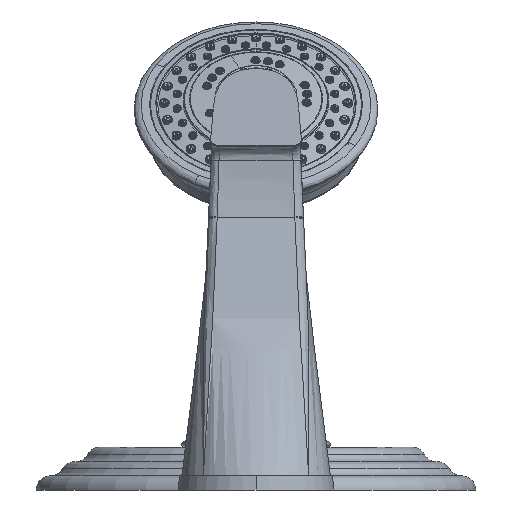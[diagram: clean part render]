
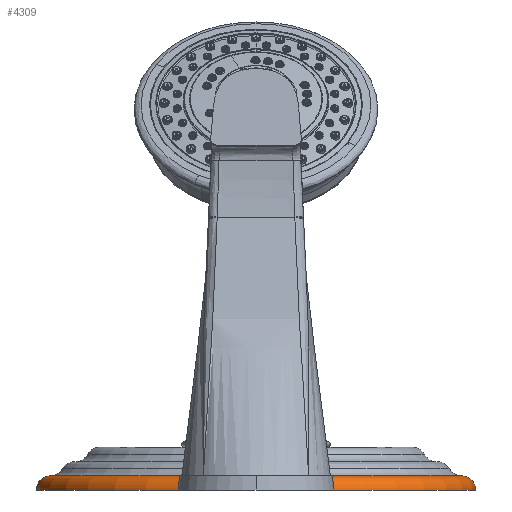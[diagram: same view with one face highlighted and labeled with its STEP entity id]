
A CAD part, front view. The second image highlights one B-rep face of the part: STEP entity #4309.
In plain terms, the highlighted toroidal (fillet/blend) face has major radius 92.075 mm and minor radius 6.35 mm.
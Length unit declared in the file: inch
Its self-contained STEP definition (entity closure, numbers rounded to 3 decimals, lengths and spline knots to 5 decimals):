
#519=CARTESIAN_POINT('',(0.,0.,0.25));
#520=DIRECTION('',(0.,0.,-1.));
#521=DIRECTION('',(1.,0.,0.));
#522=AXIS2_PLACEMENT_3D('',#519,#520,#521);
#544=CARTESIAN_POINT('',(3.625,0.,0.));
#545=DIRECTION('',(0.,-1.,0.));
#546=DIRECTION('',(1.,0.,0.));
#547=AXIS2_PLACEMENT_3D('',#544,#545,#546);
#549=CARTESIAN_POINT('',(-3.625,0.,0.));
#550=DIRECTION('',(0.,1.,0.));
#551=DIRECTION('',(-1.,0.,0.));
#552=AXIS2_PLACEMENT_3D('',#549,#550,#551);
#554=CARTESIAN_POINT('',(0.,0.,0.));
#555=DIRECTION('',(0.,0.,-1.));
#556=DIRECTION('',(1.,0.,0.));
#557=AXIS2_PLACEMENT_3D('',#554,#555,#556);
#3145=CARTESIAN_POINT('',(3.625,0.,0.25));
#3147=VERTEX_POINT('',#3145);
#3155=CARTESIAN_POINT('',(-3.625,0.,0.25));
#3157=VERTEX_POINT('',#3155);
#3617=CARTESIAN_POINT('',(3.875,0.,0.));
#3618=CARTESIAN_POINT('',(-3.875,0.,0.));
#3619=VERTEX_POINT('',#3617);
#3620=VERTEX_POINT('',#3618);
#4298=CARTESIAN_POINT('',(0.,0.,0.));
#4299=DIRECTION('',(0.,0.,-1.));
#4300=DIRECTION('',(-1.,0.,0.));
#4301=AXIS2_PLACEMENT_3D('',#4298,#4299,#4300);
#4302=TOROIDAL_SURFACE('',#4301,3.625,0.25);
#4303=ORIENTED_EDGE('',*,*,#4292,.T.);
#4304=ORIENTED_EDGE('',*,*,#4282,.T.);
#4305=ORIENTED_EDGE('',*,*,#4251,.F.);
#4306=ORIENTED_EDGE('',*,*,#4279,.F.);
#4307=EDGE_LOOP('',(#4303,#4304,#4305,#4306));
#4308=FACE_OUTER_BOUND('',#4307,.F.);
#4309=ADVANCED_FACE('',(#4308),#4302,.T.);
#523=CIRCLE('',#522,3.625);
#548=CIRCLE('',#547,0.25);
#553=CIRCLE('',#552,0.25);
#558=CIRCLE('',#557,3.875);
#4251=EDGE_CURVE('',#3147,#3157,#523,.T.);
#4279=EDGE_CURVE('',#3619,#3147,#548,.T.);
#4282=EDGE_CURVE('',#3620,#3157,#553,.T.);
#4292=EDGE_CURVE('',#3619,#3620,#558,.T.);
